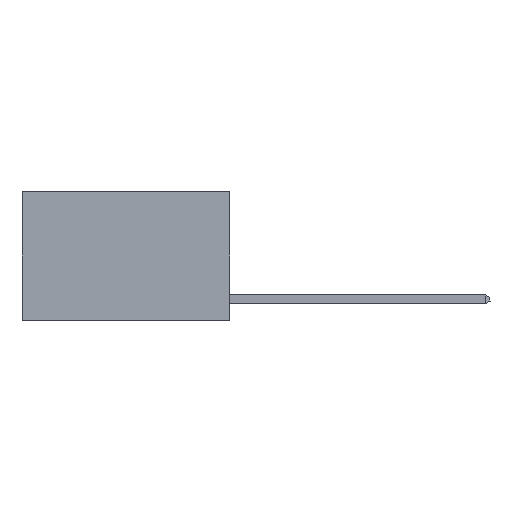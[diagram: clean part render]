
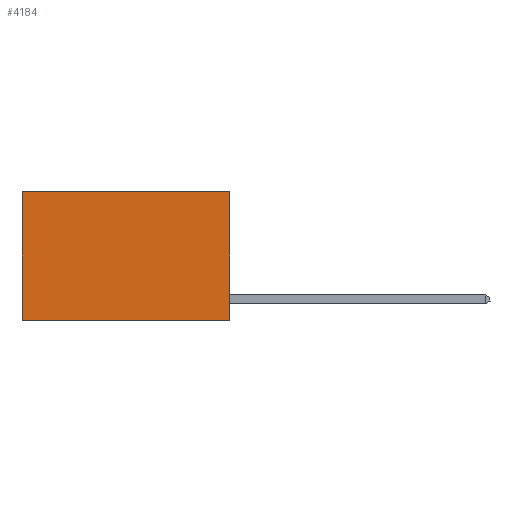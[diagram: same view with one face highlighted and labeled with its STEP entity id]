
A CAD part, left-side view. The second image highlights one B-rep face of the part: STEP entity #4184.
In plain terms, the highlighted planar face has unit normal (-1, 0, 0).
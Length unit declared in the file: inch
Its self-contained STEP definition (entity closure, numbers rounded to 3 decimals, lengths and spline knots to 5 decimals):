
#3067 = VECTOR ( 'NONE', #5801, 39.37008 ) ;
#3348 = VERTEX_POINT ( 'NONE', #7694 ) ;
#3950 = CARTESIAN_POINT ( 'NONE',  ( 0.2625, 0., 0. ) ) ;
#3973 = EDGE_CURVE ( 'NONE', #23562, #3348, #15933, .T. ) ;
#4184 = ADVANCED_FACE ( 'NONE', ( #6310 ), #22825, .F. ) ;
#4755 = DIRECTION ( 'NONE',  ( 0., 1., 0. ) ) ;
#4820 = VECTOR ( 'NONE', #21511, 39.37008 ) ;
#5451 = EDGE_LOOP ( 'NONE', ( #23627, #16265, #7705, #16345 ) ) ;
#5561 = EDGE_CURVE ( 'NONE', #3348, #5635, #9831, .T. ) ;
#5635 = VERTEX_POINT ( 'NONE', #23479 ) ;
#5801 = DIRECTION ( 'NONE',  ( 0., 0., -1. ) ) ;
#6310 = FACE_OUTER_BOUND ( 'NONE', #5451, .T. ) ;
#6830 = CARTESIAN_POINT ( 'NONE',  ( 0.2625, 0.6, 0. ) ) ;
#7694 = CARTESIAN_POINT ( 'NONE',  ( 0.2625, 0.6, 0. ) ) ;
#7705 = ORIENTED_EDGE ( 'NONE', *, *, #16047, .F. ) ;
#8323 = DIRECTION ( 'NONE',  ( 0., 0., -1. ) ) ;
#9566 = DIRECTION ( 'NONE',  ( 0., 1., 0. ) ) ;
#9831 = LINE ( 'NONE', #6830, #4820 ) ;
#11021 = VECTOR ( 'NONE', #9566, 39.37008 ) ;
#11495 = LINE ( 'NONE', #14066, #20630 ) ;
#12179 = AXIS2_PLACEMENT_3D ( 'NONE', #13827, #19287, #8323 ) ;
#13827 = CARTESIAN_POINT ( 'NONE',  ( 0.2625, 0., 0. ) ) ;
#14066 = CARTESIAN_POINT ( 'NONE',  ( 0.2625, 0., -0.37 ) ) ;
#15786 = CARTESIAN_POINT ( 'NONE',  ( 0.2625, 0., -0.37 ) ) ;
#15933 = LINE ( 'NONE', #16863, #11021 ) ;
#16047 = EDGE_CURVE ( 'NONE', #23562, #19917, #18397, .T. ) ;
#16265 = ORIENTED_EDGE ( 'NONE', *, *, #21651, .F. ) ;
#16345 = ORIENTED_EDGE ( 'NONE', *, *, #3973, .T. ) ;
#16863 = CARTESIAN_POINT ( 'NONE',  ( 0.2625, 0., 0. ) ) ;
#18397 = LINE ( 'NONE', #3950, #3067 ) ;
#19287 = DIRECTION ( 'NONE',  ( 1., 0., 0. ) ) ;
#19917 = VERTEX_POINT ( 'NONE', #15786 ) ;
#20630 = VECTOR ( 'NONE', #4755, 39.37008 ) ;
#21511 = DIRECTION ( 'NONE',  ( 0., 0., -1. ) ) ;
#21651 = EDGE_CURVE ( 'NONE', #19917, #5635, #11495, .T. ) ;
#22825 = PLANE ( 'NONE',  #12179 ) ;
#23150 = CARTESIAN_POINT ( 'NONE',  ( 0.2625, 0., 0. ) ) ;
#23479 = CARTESIAN_POINT ( 'NONE',  ( 0.2625, 0.6, -0.37 ) ) ;
#23562 = VERTEX_POINT ( 'NONE', #23150 ) ;
#23627 = ORIENTED_EDGE ( 'NONE', *, *, #5561, .T. ) ;
